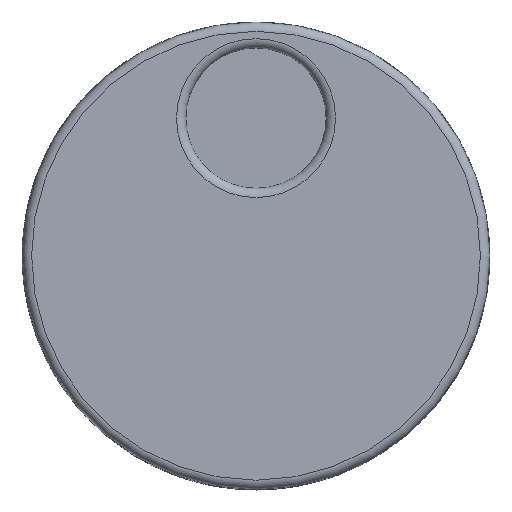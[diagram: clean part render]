
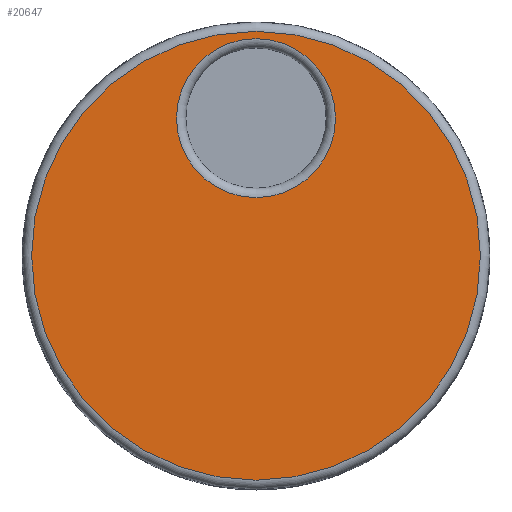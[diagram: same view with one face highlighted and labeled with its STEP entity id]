
A CAD part, top view. The second image highlights one B-rep face of the part: STEP entity #20647.
In plain terms, the highlighted planar face has unit normal (0, 0, 1).
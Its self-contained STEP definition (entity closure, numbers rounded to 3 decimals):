
#4569=FACE_BOUND('',#6402,.T.);
#4750=PLANE('',#21942);
#5123=FACE_OUTER_BOUND('',#6401,.T.);
#6401=EDGE_LOOP('',(#14078));
#6402=EDGE_LOOP('',(#14079));
#7859=CIRCLE('',#21939,4.25);
#7862=CIRCLE('',#21943,12.);
#8599=VERTEX_POINT('',#26941);
#8601=VERTEX_POINT('',#26947);
#10789=EDGE_CURVE('',#8599,#8599,#7859,.T.);
#10792=EDGE_CURVE('',#8601,#8601,#7862,.T.);
#14078=ORIENTED_EDGE('',*,*,#10792,.F.);
#14079=ORIENTED_EDGE('',*,*,#10789,.F.);
#20647=ADVANCED_FACE('',(#5123,#4569),#4750,.T.);
#21939=AXIS2_PLACEMENT_3D('',#26942,#23240,#23241);
#21942=AXIS2_PLACEMENT_3D('',#26946,#23246,#23247);
#21943=AXIS2_PLACEMENT_3D('',#26948,#23248,#23249);
#23240=DIRECTION('center_axis',(0.,0.,1.));
#23241=DIRECTION('ref_axis',(-1.,0.,0.));
#23246=DIRECTION('center_axis',(0.,0.,1.));
#23247=DIRECTION('ref_axis',(-1.,0.,0.));
#23248=DIRECTION('center_axis',(0.,0.,-1.));
#23249=DIRECTION('ref_axis',(-1.,0.,0.));
#26941=CARTESIAN_POINT('',(4.46,7.36,43.515));
#26942=CARTESIAN_POINT('Origin',(0.21,7.36,43.515));
#26946=CARTESIAN_POINT('Origin',(0.435,0.,
43.515));
#26947=CARTESIAN_POINT('',(-11.79,0.,43.515));
#26948=CARTESIAN_POINT('Origin',(0.21,0.,43.515));
